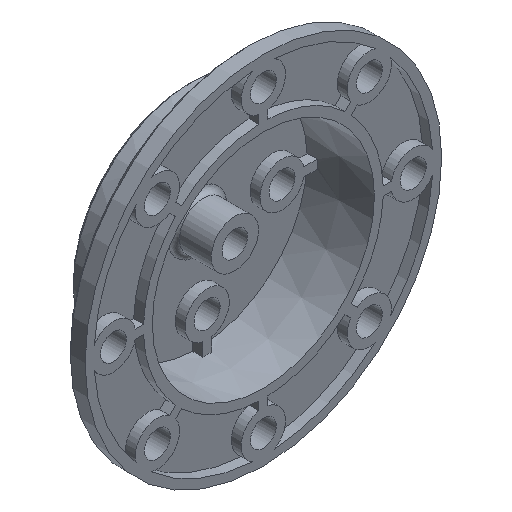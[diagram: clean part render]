
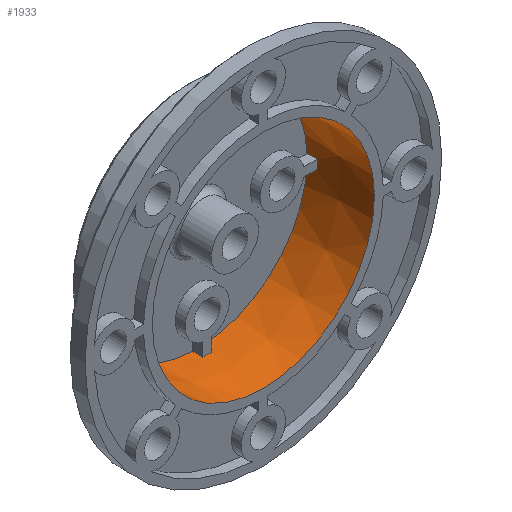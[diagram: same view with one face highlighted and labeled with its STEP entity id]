
A CAD part, isometric view. The second image highlights one B-rep face of the part: STEP entity #1933.
In plain terms, the highlighted conical face has half-angle 1 degrees and reference radius 25.4 mm.
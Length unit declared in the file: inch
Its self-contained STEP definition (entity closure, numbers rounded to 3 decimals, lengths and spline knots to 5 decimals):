
#99=CONICAL_SURFACE('',#2100,1.,0.017);
#165=FACE_OUTER_BOUND('',#265,.T.);
#265=EDGE_LOOP('',(#1408,#1409,#1410,#1411,#1412,#1413,#1414,#1415,#1416,
#1417,#1418,#1419,#1420,#1421,#1422,#1423,#1424,#1425,#1426,#1427,#1428));
#404=LINE('',#3283,#539);
#405=LINE('',#3287,#540);
#406=LINE('',#3291,#541);
#407=LINE('',#3295,#542);
#408=LINE('',#3299,#543);
#409=LINE('',#3306,#544);
#410=LINE('',#3310,#545);
#411=LINE('',#3314,#546);
#412=LINE('',#3317,#547);
#539=VECTOR('',#2438,0.06595);
#540=VECTOR('',#2441,0.06595);
#541=VECTOR('',#2444,0.06595);
#542=VECTOR('',#2447,0.06595);
#543=VECTOR('',#2450,1.);
#544=VECTOR('',#2457,0.06595);
#545=VECTOR('',#2460,0.06595);
#546=VECTOR('',#2463,0.06595);
#547=VECTOR('',#2466,0.06595);
#710=CIRCLE('',#2101,0.7344);
#711=CIRCLE('',#2102,0.73325);
#712=CIRCLE('',#2103,0.7344);
#713=CIRCLE('',#2104,0.73325);
#714=CIRCLE('',#2105,0.7344);
#715=CIRCLE('',#2106,0.74094);
#716=CIRCLE('',#2107,0.74094);
#717=CIRCLE('',#2108,0.7344);
#718=CIRCLE('',#2109,0.73325);
#719=CIRCLE('',#2110,0.7344);
#720=CIRCLE('',#2111,0.73325);
#872=VERTEX_POINT('',#3279);
#873=VERTEX_POINT('',#3280);
#874=VERTEX_POINT('',#3282);
#875=VERTEX_POINT('',#3284);
#876=VERTEX_POINT('',#3286);
#877=VERTEX_POINT('',#3288);
#878=VERTEX_POINT('',#3290);
#879=VERTEX_POINT('',#3292);
#880=VERTEX_POINT('',#3294);
#881=VERTEX_POINT('',#3296);
#882=VERTEX_POINT('',#3298);
#883=VERTEX_POINT('',#3300);
#884=VERTEX_POINT('',#3303);
#885=VERTEX_POINT('',#3305);
#886=VERTEX_POINT('',#3307);
#887=VERTEX_POINT('',#3309);
#888=VERTEX_POINT('',#3311);
#889=VERTEX_POINT('',#3313);
#890=VERTEX_POINT('',#3315);
#1095=EDGE_CURVE('',#872,#873,#710,.T.);
#1096=EDGE_CURVE('',#874,#872,#404,.T.);
#1097=EDGE_CURVE('',#875,#874,#711,.T.);
#1098=EDGE_CURVE('',#876,#875,#405,.T.);
#1099=EDGE_CURVE('',#877,#876,#712,.T.);
#1100=EDGE_CURVE('',#878,#877,#406,.T.);
#1101=EDGE_CURVE('',#879,#878,#713,.T.);
#1102=EDGE_CURVE('',#880,#879,#407,.T.);
#1103=EDGE_CURVE('',#881,#880,#714,.T.);
#1104=EDGE_CURVE('',#881,#882,#408,.T.);
#1105=EDGE_CURVE('',#883,#882,#715,.T.);
#1106=EDGE_CURVE('',#882,#883,#716,.T.);
#1107=EDGE_CURVE('',#884,#881,#717,.T.);
#1108=EDGE_CURVE('',#885,#884,#409,.T.);
#1109=EDGE_CURVE('',#886,#885,#718,.T.);
#1110=EDGE_CURVE('',#887,#886,#410,.T.);
#1111=EDGE_CURVE('',#888,#887,#719,.T.);
#1112=EDGE_CURVE('',#889,#888,#411,.T.);
#1113=EDGE_CURVE('',#890,#889,#720,.T.);
#1114=EDGE_CURVE('',#873,#890,#412,.T.);
#1408=ORIENTED_EDGE('',*,*,#1095,.F.);
#1409=ORIENTED_EDGE('',*,*,#1096,.F.);
#1410=ORIENTED_EDGE('',*,*,#1097,.F.);
#1411=ORIENTED_EDGE('',*,*,#1098,.F.);
#1412=ORIENTED_EDGE('',*,*,#1099,.F.);
#1413=ORIENTED_EDGE('',*,*,#1100,.F.);
#1414=ORIENTED_EDGE('',*,*,#1101,.F.);
#1415=ORIENTED_EDGE('',*,*,#1102,.F.);
#1416=ORIENTED_EDGE('',*,*,#1103,.F.);
#1417=ORIENTED_EDGE('',*,*,#1104,.T.);
#1418=ORIENTED_EDGE('',*,*,#1105,.F.);
#1419=ORIENTED_EDGE('',*,*,#1106,.F.);
#1420=ORIENTED_EDGE('',*,*,#1104,.F.);
#1421=ORIENTED_EDGE('',*,*,#1107,.F.);
#1422=ORIENTED_EDGE('',*,*,#1108,.F.);
#1423=ORIENTED_EDGE('',*,*,#1109,.F.);
#1424=ORIENTED_EDGE('',*,*,#1110,.F.);
#1425=ORIENTED_EDGE('',*,*,#1111,.F.);
#1426=ORIENTED_EDGE('',*,*,#1112,.F.);
#1427=ORIENTED_EDGE('',*,*,#1113,.F.);
#1428=ORIENTED_EDGE('',*,*,#1114,.F.);
#1933=ADVANCED_FACE('',(#165),#99,.F.);
#2100=AXIS2_PLACEMENT_3D('',#3278,#2434,#2435);
#2101=AXIS2_PLACEMENT_3D('',#3281,#2436,#2437);
#2102=AXIS2_PLACEMENT_3D('',#3285,#2439,#2440);
#2103=AXIS2_PLACEMENT_3D('',#3289,#2442,#2443);
#2104=AXIS2_PLACEMENT_3D('',#3293,#2445,#2446);
#2105=AXIS2_PLACEMENT_3D('',#3297,#2448,#2449);
#2106=AXIS2_PLACEMENT_3D('',#3301,#2451,#2452);
#2107=AXIS2_PLACEMENT_3D('',#3302,#2453,#2454);
#2108=AXIS2_PLACEMENT_3D('',#3304,#2455,#2456);
#2109=AXIS2_PLACEMENT_3D('',#3308,#2458,#2459);
#2110=AXIS2_PLACEMENT_3D('',#3312,#2461,#2462);
#2111=AXIS2_PLACEMENT_3D('',#3316,#2464,#2465);
#2434=DIRECTION('center_axis',(0.,-1.,0.));
#2435=DIRECTION('ref_axis',(0.,0.,-1.));
#2436=DIRECTION('center_axis',(0.,-1.,0.));
#2437=DIRECTION('ref_axis',(0.,0.,-1.));
#2438=DIRECTION('',(0.,-1.,-0.017));
#2439=DIRECTION('center_axis',(0.,-1.,0.));
#2440=DIRECTION('ref_axis',(0.,0.,-1.));
#2441=DIRECTION('',(0.017,1.,0.));
#2442=DIRECTION('center_axis',(0.,-1.,0.));
#2443=DIRECTION('ref_axis',(0.,0.,-1.));
#2444=DIRECTION('',(-0.017,-1.,0.));
#2445=DIRECTION('center_axis',(0.,-1.,0.));
#2446=DIRECTION('ref_axis',(0.,0.,-1.));
#2447=DIRECTION('',(0.,1.,-0.017));
#2448=DIRECTION('center_axis',(0.,-1.,0.));
#2449=DIRECTION('ref_axis',(0.,0.,-1.));
#2450=DIRECTION('',(0.,-1.,0.017));
#2451=DIRECTION('center_axis',(0.,1.,0.));
#2452=DIRECTION('ref_axis',(0.,0.,-1.));
#2453=DIRECTION('center_axis',(0.,1.,0.));
#2454=DIRECTION('ref_axis',(0.,0.,-1.));
#2455=DIRECTION('center_axis',(0.,-1.,0.));
#2456=DIRECTION('ref_axis',(0.,0.,-1.));
#2457=DIRECTION('',(0.,-1.,0.017));
#2458=DIRECTION('center_axis',(0.,-1.,0.));
#2459=DIRECTION('ref_axis',(0.,0.,-1.));
#2460=DIRECTION('',(-0.017,1.,0.));
#2461=DIRECTION('center_axis',(0.,-1.,0.));
#2462=DIRECTION('ref_axis',(0.,0.,-1.));
#2463=DIRECTION('',(0.017,-1.,0.));
#2464=DIRECTION('center_axis',(0.,-1.,0.));
#2465=DIRECTION('ref_axis',(0.,0.,-1.));
#2466=DIRECTION('',(0.,1.,0.017));
#3278=CARTESIAN_POINT('Origin',(0.,-14.96626,0.));
#3279=CARTESIAN_POINT('',(-0.02953,0.25,-0.73381));
#3280=CARTESIAN_POINT('',(0.02953,0.25,-0.73381));
#3281=CARTESIAN_POINT('Origin',(0.,0.25,0.));
#3282=CARTESIAN_POINT('',(-0.02953,0.31594,-0.73265));
#3283=CARTESIAN_POINT('',(-0.02953,0.31594,-0.73265));
#3284=CARTESIAN_POINT('',(-0.73265,0.31594,-0.02953));
#3285=CARTESIAN_POINT('Origin',(0.,0.31594,0.));
#3286=CARTESIAN_POINT('',(-0.73381,0.25,-0.02953));
#3287=CARTESIAN_POINT('',(-0.73381,0.25,-0.02953));
#3288=CARTESIAN_POINT('',(-0.73381,0.25,0.02953));
#3289=CARTESIAN_POINT('Origin',(0.,0.25,0.));
#3290=CARTESIAN_POINT('',(-0.73265,0.31594,0.02953));
#3291=CARTESIAN_POINT('',(-0.73265,0.31594,0.02953));
#3292=CARTESIAN_POINT('',(-0.02953,0.31594,0.73265));
#3293=CARTESIAN_POINT('Origin',(0.,0.31594,0.));
#3294=CARTESIAN_POINT('',(-0.02953,0.25,0.73381));
#3295=CARTESIAN_POINT('',(-0.02953,0.25,0.73381));
#3296=CARTESIAN_POINT('',(0.,0.25,0.7344));
#3297=CARTESIAN_POINT('Origin',(0.,0.25,0.));
#3298=CARTESIAN_POINT('',(0.,-0.125,0.74094));
#3299=CARTESIAN_POINT('',(0.,-14.96626,1.));
#3300=CARTESIAN_POINT('',(0.,-0.125,-0.74094));
#3301=CARTESIAN_POINT('Origin',(0.,-0.125,0.));
#3302=CARTESIAN_POINT('Origin',(0.,-0.125,0.));
#3303=CARTESIAN_POINT('',(0.02953,0.25,0.73381));
#3304=CARTESIAN_POINT('Origin',(0.,0.25,0.));
#3305=CARTESIAN_POINT('',(0.02953,0.31594,0.73265));
#3306=CARTESIAN_POINT('',(0.02953,0.31594,0.73265));
#3307=CARTESIAN_POINT('',(0.73265,0.31594,0.02953));
#3308=CARTESIAN_POINT('Origin',(0.,0.31594,0.));
#3309=CARTESIAN_POINT('',(0.73381,0.25,0.02953));
#3310=CARTESIAN_POINT('',(0.73381,0.25,0.02953));
#3311=CARTESIAN_POINT('',(0.73381,0.25,-0.02953));
#3312=CARTESIAN_POINT('Origin',(0.,0.25,0.));
#3313=CARTESIAN_POINT('',(0.73265,0.31594,-0.02953));
#3314=CARTESIAN_POINT('',(0.73265,0.31594,-0.02953));
#3315=CARTESIAN_POINT('',(0.02953,0.31594,-0.73265));
#3316=CARTESIAN_POINT('Origin',(0.,0.31594,0.));
#3317=CARTESIAN_POINT('',(0.02953,0.25,-0.73381));
